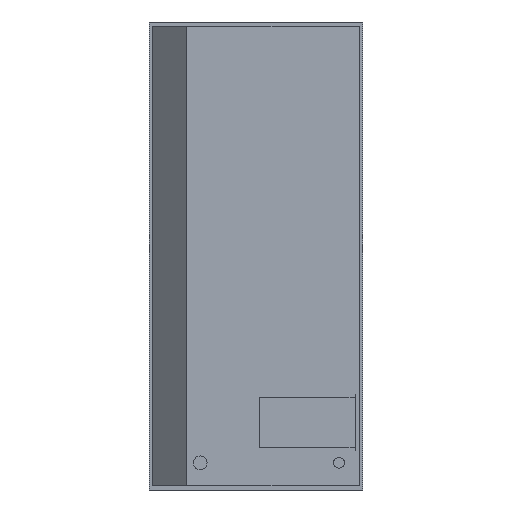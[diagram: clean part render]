
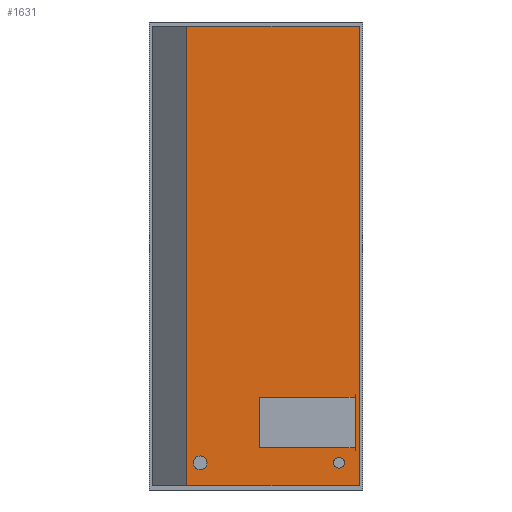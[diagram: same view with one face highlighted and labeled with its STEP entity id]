
A CAD part, front view. The second image highlights one B-rep face of the part: STEP entity #1631.
In plain terms, the highlighted planar face has unit normal (0, -1, 0).
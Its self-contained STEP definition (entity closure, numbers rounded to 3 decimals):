
#20=FACE_BOUND('',#168,.T.);
#21=FACE_BOUND('',#169,.T.);
#72=FACE_OUTER_BOUND('',#167,.T.);
#167=EDGE_LOOP('',(#1215,#1216,#1217,#1218));
#168=EDGE_LOOP('',(#1219,#1220));
#169=EDGE_LOOP('',(#1221,#1222));
#230=CIRCLE('',#1722,25.);
#231=CIRCLE('',#1723,25.);
#234=CIRCLE('',#1728,20.);
#235=CIRCLE('',#1729,20.);
#320=LINE('',#2436,#525);
#323=LINE('',#2442,#528);
#330=LINE('',#2456,#535);
#331=LINE('',#2458,#536);
#525=VECTOR('',#1977,10.);
#528=VECTOR('',#1982,10.);
#535=VECTOR('',#2001,10.);
#536=VECTOR('',#2004,10.);
#676=VERTEX_POINT('',#2314);
#677=VERTEX_POINT('',#2316);
#680=VERTEX_POINT('',#2325);
#681=VERTEX_POINT('',#2327);
#717=VERTEX_POINT('',#2433);
#718=VERTEX_POINT('',#2435);
#719=VERTEX_POINT('',#2439);
#720=VERTEX_POINT('',#2441);
#837=EDGE_CURVE('',#677,#676,#230,.T.);
#838=EDGE_CURVE('',#676,#677,#231,.T.);
#842=EDGE_CURVE('',#681,#680,#234,.T.);
#843=EDGE_CURVE('',#680,#681,#235,.T.);
#894=EDGE_CURVE('',#717,#718,#320,.T.);
#897=EDGE_CURVE('',#719,#720,#323,.T.);
#904=EDGE_CURVE('',#720,#717,#330,.T.);
#905=EDGE_CURVE('',#719,#718,#331,.T.);
#1215=ORIENTED_EDGE('',*,*,#904,.F.);
#1216=ORIENTED_EDGE('',*,*,#897,.F.);
#1217=ORIENTED_EDGE('',*,*,#905,.T.);
#1218=ORIENTED_EDGE('',*,*,#894,.F.);
#1219=ORIENTED_EDGE('',*,*,#837,.T.);
#1220=ORIENTED_EDGE('',*,*,#838,.T.);
#1221=ORIENTED_EDGE('',*,*,#842,.T.);
#1222=ORIENTED_EDGE('',*,*,#843,.T.);
#1543=PLANE('',#1756);
#1631=ADVANCED_FACE('',(#72,#20,#21),#1543,.T.);
#1722=AXIS2_PLACEMENT_3D('',#2317,#1872,#1873);
#1723=AXIS2_PLACEMENT_3D('',#2318,#1874,#1875);
#1728=AXIS2_PLACEMENT_3D('',#2328,#1885,#1886);
#1729=AXIS2_PLACEMENT_3D('',#2329,#1887,#1888);
#1756=AXIS2_PLACEMENT_3D('',#2457,#2002,#2003);
#1872=DIRECTION('center_axis',(0.,1.,0.));
#1873=DIRECTION('ref_axis',(1.,0.,0.));
#1874=DIRECTION('center_axis',(0.,1.,0.));
#1875=DIRECTION('ref_axis',(1.,0.,0.));
#1885=DIRECTION('center_axis',(0.,1.,0.));
#1886=DIRECTION('ref_axis',(1.,0.,0.));
#1887=DIRECTION('center_axis',(0.,1.,0.));
#1888=DIRECTION('ref_axis',(1.,0.,0.));
#1977=DIRECTION('',(1.,0.,0.));
#1982=DIRECTION('',(-1.,0.,0.));
#2001=DIRECTION('',(0.,0.,1.));
#2002=DIRECTION('center_axis',(0.,-1.,0.));
#2003=DIRECTION('ref_axis',(1.,0.,0.));
#2004=DIRECTION('',(0.,0.,1.));
#2314=CARTESIAN_POINT('',(-230.,0.,-760.));
#2316=CARTESIAN_POINT('',(-180.,0.,-760.));
#2317=CARTESIAN_POINT('Origin',(-205.,0.,-760.));
#2318=CARTESIAN_POINT('Origin',(-205.,0.,-760.));
#2325=CARTESIAN_POINT('',(285.,0.,-760.));
#2327=CARTESIAN_POINT('',(325.,0.,-760.));
#2328=CARTESIAN_POINT('Origin',(305.,0.,-760.));
#2329=CARTESIAN_POINT('Origin',(305.,0.,-760.));
#2433=CARTESIAN_POINT('',(-255.,0.,845.));
#2435=CARTESIAN_POINT('',(380.,0.,845.));
#2436=CARTESIAN_POINT('',(-255.,0.,845.));
#2439=CARTESIAN_POINT('',(380.,0.,-845.));
#2441=CARTESIAN_POINT('',(-255.,0.,-845.));
#2442=CARTESIAN_POINT('',(-255.,0.,-845.));
#2456=CARTESIAN_POINT('',(-255.,0.,0.));
#2457=CARTESIAN_POINT('Origin',(-255.,0.,0.));
#2458=CARTESIAN_POINT('',(380.,0.,0.));
